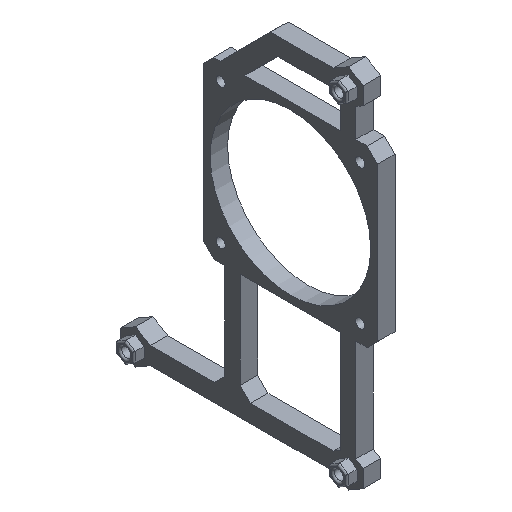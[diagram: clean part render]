
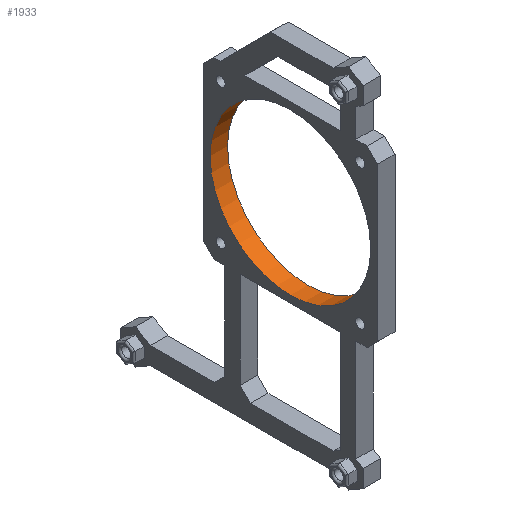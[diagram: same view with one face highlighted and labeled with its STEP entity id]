
A CAD part, isometric view. The second image highlights one B-rep face of the part: STEP entity #1933.
In plain terms, the highlighted cylindrical face has radius 23 mm (diameter 46 mm), a full revolution.
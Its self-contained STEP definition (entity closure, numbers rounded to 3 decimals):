
#220=FACE_OUTER_BOUND('',#353,.T.);
#353=EDGE_LOOP('',(#1731,#1732,#1733,#1734));
#571=LINE('',#3177,#785);
#785=VECTOR('',#2608,23.);
#822=CIRCLE('',#1998,23.);
#839=CIRCLE('',#2083,23.);
#890=VERTEX_POINT('',#2784);
#1003=VERTEX_POINT('',#3111);
#1067=EDGE_CURVE('',#890,#890,#822,.T.);
#1231=EDGE_CURVE('',#1003,#1003,#839,.T.);
#1263=EDGE_CURVE('',#890,#1003,#571,.T.);
#1731=ORIENTED_EDGE('',*,*,#1067,.F.);
#1732=ORIENTED_EDGE('',*,*,#1263,.T.);
#1733=ORIENTED_EDGE('',*,*,#1231,.T.);
#1734=ORIENTED_EDGE('',*,*,#1263,.F.);
#1848=CYLINDRICAL_SURFACE('',#2108,23.);
#1933=ADVANCED_FACE('',(#220),#1848,.F.);
#1998=AXIS2_PLACEMENT_3D('',#2785,#2226,#2227);
#2083=AXIS2_PLACEMENT_3D('',#3112,#2525,#2526);
#2108=AXIS2_PLACEMENT_3D('',#3176,#2606,#2607);
#2226=DIRECTION('center_axis',(-1.,0.,0.));
#2227=DIRECTION('ref_axis',(0.,1.,0.));
#2525=DIRECTION('center_axis',(-1.,0.,0.));
#2526=DIRECTION('ref_axis',(0.,1.,0.));
#2606=DIRECTION('center_axis',(1.,0.,0.));
#2607=DIRECTION('ref_axis',(0.,1.,0.));
#2608=DIRECTION('',(-1.,0.,0.));
#2784=CARTESIAN_POINT('',(184.169,-207.042,66.368));
#2785=CARTESIAN_POINT('Origin',(184.169,-184.042,66.368));
#3111=CARTESIAN_POINT('',(179.169,-207.042,66.368));
#3112=CARTESIAN_POINT('Origin',(179.169,-184.042,66.368));
#3176=CARTESIAN_POINT('Origin',(179.169,-184.042,66.368));
#3177=CARTESIAN_POINT('',(179.169,-207.042,66.368));
